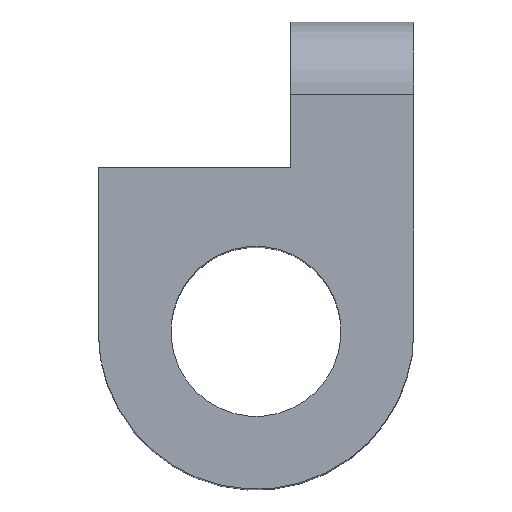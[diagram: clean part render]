
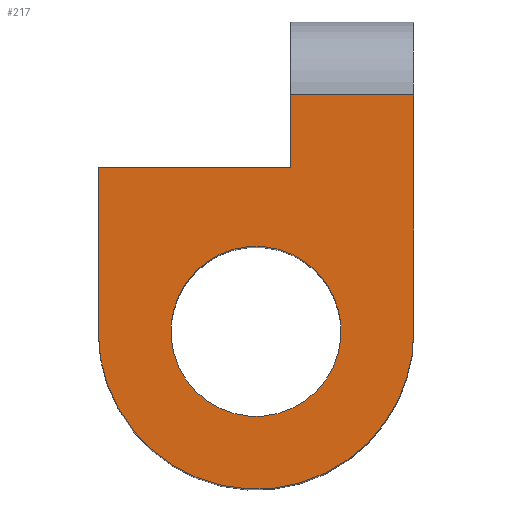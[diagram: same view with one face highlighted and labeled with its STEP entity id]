
A CAD part, top view. The second image highlights one B-rep face of the part: STEP entity #217.
In plain terms, the highlighted planar face has unit normal (0, 0, 1).
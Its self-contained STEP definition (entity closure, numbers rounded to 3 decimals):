
#175 = EDGE_CURVE( '', #407, #401, #456, .T. );
#193 = VERTEX_POINT( '', #476 );
#195 = EDGE_CURVE( '', #227, #193, #478, .T. );
#203 = VERTEX_POINT( '', #486 );
#217 = ADVANCED_FACE( '', ( #504, #505 ), #506, .T. );
#227 = VERTEX_POINT( '', #516 );
#253 = EDGE_CURVE( '', #261, #371, #546, .T. );
#255 = VERTEX_POINT( '', #548 );
#261 = VERTEX_POINT( '', #555 );
#265 = EDGE_CURVE( '', #203, #255, #559, .T. );
#273 = EDGE_CURVE( '', #395, #401, #567, .F. );
#283 = EDGE_CURVE( '', #407, #203, #577, .T. );
#339 = EDGE_CURVE( '', #193, #395, #639, .T. );
#371 = VERTEX_POINT( '', #672 );
#383 = EDGE_CURVE( '', #371, #261, #687, .T. );
#395 = VERTEX_POINT( '', #701 );
#399 = EDGE_CURVE( '', #255, #227, #705, .T. );
#401 = VERTEX_POINT( '', #707 );
#407 = VERTEX_POINT( '', #713 );
#456 = LINE( '', #761, #762 );
#476 = CARTESIAN_POINT( '', ( 123.899, -61.999, 13.7 ) );
#478 = CIRCLE( '', #787, 4.175 );
#486 = CARTESIAN_POINT( '', ( 121.4, -55.265, 13.7 ) );
#504 = FACE_BOUND( '', #819, .T. );
#505 = FACE_OUTER_BOUND( '', #820, .T. );
#506 = PLANE( '', #821 );
#516 = CARTESIAN_POINT( '', ( 116.304, -59.605, 13.7 ) );
#546 = CIRCLE( '', #874, 2.25 );
#548 = CARTESIAN_POINT( '', ( 116.304, -55.265, 13.7 ) );
#555 = CARTESIAN_POINT( '', ( 118.636, -58.314, 13.7 ) );
#559 = LINE( '', #890, #891 );
#567 = LINE( '', #903, #904 );
#577 = LINE( '', #917, #918 );
#639 = CIRCLE( '', #1002, 4.175 );
#672 = CARTESIAN_POINT( '', ( 122.322, -60.895, 13.7 ) );
#687 = CIRCLE( '', #1068, 2.25 );
#701 = CARTESIAN_POINT( '', ( 124.654, -59.605, 13.7 ) );
#705 = LINE( '', #1091, #1092 );
#707 = CARTESIAN_POINT( '', ( 124.654, -53.342, 13.7 ) );
#713 = CARTESIAN_POINT( '', ( 121.4, -53.342, 13.7 ) );
#761 = CARTESIAN_POINT( '', ( 121.4, -53.342, 13.7 ) );
#762 = VECTOR( '', #1146, 1. );
#787 = AXIS2_PLACEMENT_3D( '', #1171, #1172, #1173 );
#819 = EDGE_LOOP( '', ( #1210, #1211 ) );
#820 = EDGE_LOOP( '', ( #1212, #1213, #1214, #1215, #1216, #1217, #1218 ) );
#821 = AXIS2_PLACEMENT_3D( '', #1219, #1220, #1221 );
#874 = AXIS2_PLACEMENT_3D( '', #1270, #1271, #1272 );
#890 = CARTESIAN_POINT( '', ( 124.654, -55.265, 13.7 ) );
#891 = VECTOR( '', #1282, 1. );
#903 = CARTESIAN_POINT( '', ( 124.654, -54.665, 13.7 ) );
#904 = VECTOR( '', #1287, 1. );
#917 = CARTESIAN_POINT( '', ( 121.4, -53.342, 13.7 ) );
#918 = VECTOR( '', #1289, 1. );
#1002 = AXIS2_PLACEMENT_3D( '', #1368, #1369, #1370 );
#1068 = AXIS2_PLACEMENT_3D( '', #1430, #1431, #1432 );
#1091 = CARTESIAN_POINT( '', ( 116.304, -55.265, 13.7 ) );
#1092 = VECTOR( '', #1451, 1. );
#1146 = DIRECTION( '', ( 1., 0., 0. ) );
#1171 = CARTESIAN_POINT( '', ( 120.479, -59.605, 13.7 ) );
#1172 = DIRECTION( '', ( 0., 0., 1. ) );
#1173 = DIRECTION( '', ( 0.819, -0.574, 0. ) );
#1210 = ORIENTED_EDGE( '', *, *, #253, .F. );
#1211 = ORIENTED_EDGE( '', *, *, #383, .F. );
#1212 = ORIENTED_EDGE( '', *, *, #273, .T. );
#1213 = ORIENTED_EDGE( '', *, *, #175, .F. );
#1214 = ORIENTED_EDGE( '', *, *, #283, .T. );
#1215 = ORIENTED_EDGE( '', *, *, #265, .T. );
#1216 = ORIENTED_EDGE( '', *, *, #399, .T. );
#1217 = ORIENTED_EDGE( '', *, *, #195, .T. );
#1218 = ORIENTED_EDGE( '', *, *, #339, .T. );
#1219 = CARTESIAN_POINT( '', ( 121.4, -55.265, 13.7 ) );
#1220 = DIRECTION( '', ( 0., 0., 1. ) );
#1221 = DIRECTION( '', ( 0., -1., 0. ) );
#1270 = CARTESIAN_POINT( '', ( 120.479, -59.605, 13.7 ) );
#1271 = DIRECTION( '', ( 0., 0., 1. ) );
#1272 = DIRECTION( '', ( 0.819, -0.574, 0. ) );
#1282 = DIRECTION( '', ( -1., 0., 0. ) );
#1287 = DIRECTION( '', ( 0., -1., 0. ) );
#1289 = DIRECTION( '', ( 0., -1., 0. ) );
#1368 = CARTESIAN_POINT( '', ( 120.479, -59.605, 13.7 ) );
#1369 = DIRECTION( '', ( 0., 0., 1. ) );
#1370 = DIRECTION( '', ( 0.819, -0.574, 0. ) );
#1430 = CARTESIAN_POINT( '', ( 120.479, -59.605, 13.7 ) );
#1431 = DIRECTION( '', ( 0., 0., 1. ) );
#1432 = DIRECTION( '', ( 0.819, -0.574, 0. ) );
#1451 = DIRECTION( '', ( 0., -1., 0. ) );
